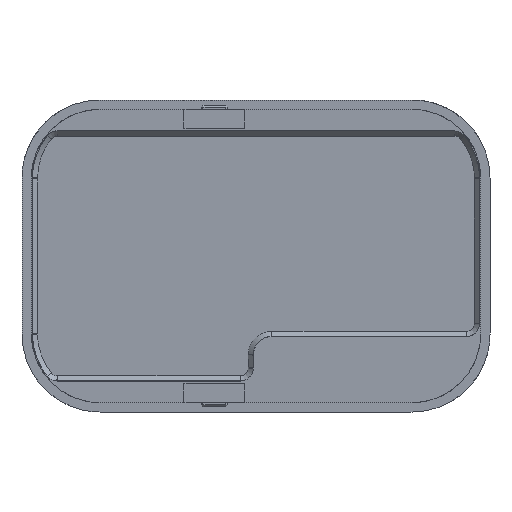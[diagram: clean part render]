
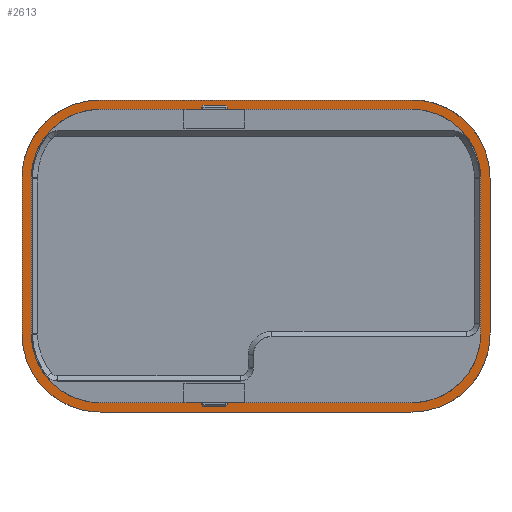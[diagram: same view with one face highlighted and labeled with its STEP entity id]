
A CAD part, front view. The second image highlights one B-rep face of the part: STEP entity #2613.
In plain terms, the highlighted planar face has unit normal (-0.07, -0.995, -0.07).
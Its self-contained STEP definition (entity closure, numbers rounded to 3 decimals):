
#20=FACE_BOUND('',#437,.T.);
#41=ELLIPSE('',#2742,13.265,13.2);
#42=ELLIPSE('',#2745,13.265,13.2);
#43=ELLIPSE('',#2748,13.265,13.2);
#44=ELLIPSE('',#2751,13.265,13.2);
#45=ELLIPSE('',#2754,15.073,15.);
#46=ELLIPSE('',#2755,15.073,15.);
#47=ELLIPSE('',#2756,15.073,15.);
#48=ELLIPSE('',#2757,15.073,15.);
#141=PLANE('',#2753);
#278=FACE_OUTER_BOUND('',#436,.T.);
#436=EDGE_LOOP('',(#2299,#2300,#2301,#2302,#2303,#2304,#2305,#2306));
#437=EDGE_LOOP('',(#2307,#2308,#2309,#2310,#2311,#2312,#2313,#2314));
#769=LINE('',#4897,#1014);
#772=LINE('',#4905,#1017);
#775=LINE('',#4913,#1020);
#778=LINE('',#4920,#1023);
#779=LINE('',#4924,#1024);
#780=LINE('',#4928,#1025);
#781=LINE('',#4932,#1026);
#782=LINE('',#4936,#1027);
#1014=VECTOR('',#3178,10.);
#1017=VECTOR('',#3187,10.);
#1020=VECTOR('',#3196,10.);
#1023=VECTOR('',#3205,10.);
#1024=VECTOR('',#3208,10.);
#1025=VECTOR('',#3211,10.);
#1026=VECTOR('',#3214,10.);
#1027=VECTOR('',#3217,10.);
#1247=VERTEX_POINT('',#4890);
#1248=VERTEX_POINT('',#4891);
#1249=VERTEX_POINT('',#4896);
#1250=VERTEX_POINT('',#4900);
#1251=VERTEX_POINT('',#4904);
#1252=VERTEX_POINT('',#4908);
#1253=VERTEX_POINT('',#4912);
#1254=VERTEX_POINT('',#4916);
#1255=VERTEX_POINT('',#4922);
#1256=VERTEX_POINT('',#4923);
#1257=VERTEX_POINT('',#4925);
#1258=VERTEX_POINT('',#4927);
#1259=VERTEX_POINT('',#4929);
#1260=VERTEX_POINT('',#4931);
#1261=VERTEX_POINT('',#4933);
#1262=VERTEX_POINT('',#4935);
#1595=EDGE_CURVE('',#1247,#1248,#41,.F.);
#1598=EDGE_CURVE('',#1248,#1249,#769,.F.);
#1600=EDGE_CURVE('',#1249,#1250,#42,.F.);
#1602=EDGE_CURVE('',#1250,#1251,#772,.F.);
#1604=EDGE_CURVE('',#1251,#1252,#43,.F.);
#1606=EDGE_CURVE('',#1252,#1253,#775,.F.);
#1608=EDGE_CURVE('',#1253,#1254,#44,.F.);
#1610=EDGE_CURVE('',#1254,#1247,#778,.F.);
#1611=EDGE_CURVE('',#1255,#1256,#779,.T.);
#1612=EDGE_CURVE('',#1256,#1257,#45,.T.);
#1613=EDGE_CURVE('',#1257,#1258,#780,.T.);
#1614=EDGE_CURVE('',#1258,#1259,#46,.T.);
#1615=EDGE_CURVE('',#1259,#1260,#781,.T.);
#1616=EDGE_CURVE('',#1260,#1261,#47,.T.);
#1617=EDGE_CURVE('',#1261,#1262,#782,.T.);
#1618=EDGE_CURVE('',#1262,#1255,#48,.T.);
#2299=ORIENTED_EDGE('',*,*,#1611,.T.);
#2300=ORIENTED_EDGE('',*,*,#1612,.T.);
#2301=ORIENTED_EDGE('',*,*,#1613,.T.);
#2302=ORIENTED_EDGE('',*,*,#1614,.T.);
#2303=ORIENTED_EDGE('',*,*,#1615,.T.);
#2304=ORIENTED_EDGE('',*,*,#1616,.T.);
#2305=ORIENTED_EDGE('',*,*,#1617,.T.);
#2306=ORIENTED_EDGE('',*,*,#1618,.T.);
#2307=ORIENTED_EDGE('',*,*,#1595,.F.);
#2308=ORIENTED_EDGE('',*,*,#1610,.F.);
#2309=ORIENTED_EDGE('',*,*,#1608,.F.);
#2310=ORIENTED_EDGE('',*,*,#1606,.F.);
#2311=ORIENTED_EDGE('',*,*,#1604,.F.);
#2312=ORIENTED_EDGE('',*,*,#1602,.F.);
#2313=ORIENTED_EDGE('',*,*,#1600,.F.);
#2314=ORIENTED_EDGE('',*,*,#1598,.F.);
#2613=ADVANCED_FACE('',(#278,#20),#141,.T.);
#2742=AXIS2_PLACEMENT_3D('',#4892,#3172,#3173);
#2745=AXIS2_PLACEMENT_3D('',#4901,#3182,#3183);
#2748=AXIS2_PLACEMENT_3D('',#4909,#3191,#3192);
#2751=AXIS2_PLACEMENT_3D('',#4917,#3200,#3201);
#2753=AXIS2_PLACEMENT_3D('',#4921,#3206,#3207);
#2754=AXIS2_PLACEMENT_3D('',#4926,#3209,#3210);
#2755=AXIS2_PLACEMENT_3D('',#4930,#3212,#3213);
#2756=AXIS2_PLACEMENT_3D('',#4934,#3215,#3216);
#2757=AXIS2_PLACEMENT_3D('',#4937,#3218,#3219);
#3172=DIRECTION('center_axis',(0.07,0.995,0.07));
#3173=DIRECTION('ref_axis',(-0.703,0.099,-0.705));
#3178=DIRECTION('',(0.,0.07,-0.998));
#3182=DIRECTION('center_axis',(0.07,0.995,0.07));
#3183=DIRECTION('ref_axis',(0.703,-0.099,0.705));
#3187=DIRECTION('',(0.998,-0.07,0.));
#3191=DIRECTION('center_axis',(0.07,0.995,0.07));
#3192=DIRECTION('ref_axis',(0.703,-0.099,0.705));
#3196=DIRECTION('',(0.,-0.07,0.998));
#3200=DIRECTION('center_axis',(0.07,0.995,0.07));
#3201=DIRECTION('ref_axis',(-0.703,0.099,-0.705));
#3205=DIRECTION('',(-0.998,0.07,0.));
#3206=DIRECTION('center_axis',(-0.07,-0.995,-0.07));
#3207=DIRECTION('ref_axis',(0.,-0.07,0.998));
#3208=DIRECTION('',(-0.998,0.07,0.));
#3209=DIRECTION('center_axis',(-0.07,-0.995,-0.07));
#3210=DIRECTION('ref_axis',(0.703,-0.099,0.705));
#3211=DIRECTION('',(0.,0.07,-0.998));
#3212=DIRECTION('center_axis',(-0.07,-0.995,-0.07));
#3213=DIRECTION('ref_axis',(-0.703,0.099,-0.705));
#3214=DIRECTION('',(0.998,-0.07,0.));
#3215=DIRECTION('center_axis',(-0.07,-0.995,-0.07));
#3216=DIRECTION('ref_axis',(-0.703,0.099,-0.705));
#3217=DIRECTION('',(0.,-0.07,0.998));
#3218=DIRECTION('center_axis',(-0.07,-0.995,-0.07));
#3219=DIRECTION('ref_axis',(0.703,-0.099,0.705));
#4890=CARTESIAN_POINT('',(-115.,16.605,1.8));
#4891=CARTESIAN_POINT('',(-101.8,14.757,15.));
#4892=CARTESIAN_POINT('Origin',(-115.,15.68,15.));
#4896=CARTESIAN_POINT('',(-101.8,12.654,45.));
#4897=CARTESIAN_POINT('',(-101.8,13.178,37.525));
#4900=CARTESIAN_POINT('',(-115.,12.651,58.2));
#4901=CARTESIAN_POINT('Origin',(-115.,13.577,45.));
#4904=CARTESIAN_POINT('',(-175.,16.847,58.2));
#4905=CARTESIAN_POINT('',(-159.938,15.794,58.2));
#4908=CARTESIAN_POINT('',(-188.2,18.695,45.));
#4909=CARTESIAN_POINT('Origin',(-175.,17.772,45.));
#4912=CARTESIAN_POINT('',(-188.2,20.798,15.));
#4913=CARTESIAN_POINT('',(-188.2,20.256,22.735));
#4916=CARTESIAN_POINT('',(-175.,20.8,1.8));
#4917=CARTESIAN_POINT('Origin',(-175.,19.875,15.));
#4920=CARTESIAN_POINT('',(-129.802,17.64,1.8));
#4921=CARTESIAN_POINT('Origin',(-144.742,16.69,30.259));
#4922=CARTESIAN_POINT('',(-115.,12.525,60.));
#4923=CARTESIAN_POINT('',(-175.,16.721,60.));
#4924=CARTESIAN_POINT('',(-129.508,13.54,60.));
#4925=CARTESIAN_POINT('',(-190.,18.821,45.));
#4926=CARTESIAN_POINT('Origin',(-175.,17.772,45.));
#4927=CARTESIAN_POINT('',(-190.,20.924,15.));
#4928=CARTESIAN_POINT('',(-190.,19.284,38.396));
#4929=CARTESIAN_POINT('',(-175.,20.927,0.));
#4930=CARTESIAN_POINT('Origin',(-175.,19.875,15.));
#4931=CARTESIAN_POINT('',(-115.,16.731,0.));
#4932=CARTESIAN_POINT('',(-159.069,19.813,0.));
#4933=CARTESIAN_POINT('',(-100.,14.631,15.));
#4934=CARTESIAN_POINT('Origin',(-115.,15.68,15.));
#4935=CARTESIAN_POINT('',(-100.,12.528,45.));
#4936=CARTESIAN_POINT('',(-100.,14.068,23.031));
#4937=CARTESIAN_POINT('Origin',(-115.,13.577,45.));
